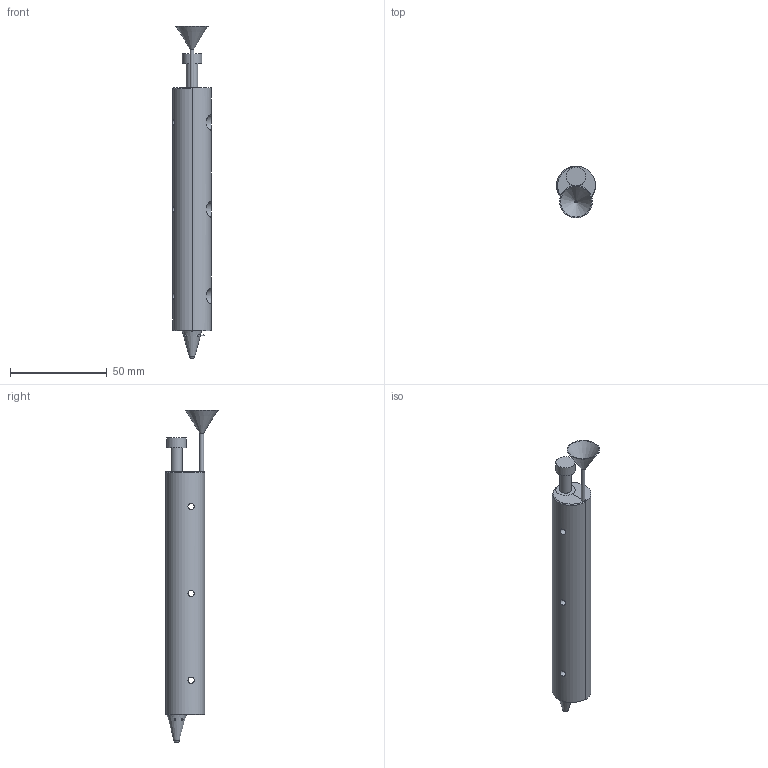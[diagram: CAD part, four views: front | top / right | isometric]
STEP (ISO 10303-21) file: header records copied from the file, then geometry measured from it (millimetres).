
FILE_DESCRIPTION(/* description */ (''),/* implementation_level */ '2;1');
FILE_NAME(/* name */ 'spender2.0.stp',/* time_stamp */ '2015-09-02T10:29:00+02:00',/* author */ ('boenisch'),/* organization */ (''),/* preprocessor_version */ 'ST-DEVELOPER v15.6',/* originating_system */ 'Autodesk Inventor 2015',/* authorisation */ '');
FILE_SCHEMA (('AUTOMOTIVE_DESIGN { 1 0 10303 214 3 1 1 }'));
Length unit declared in the file: millimetre
Products named in the file (1): spender
Bounding box: 20 x 26.95 x 172 mm (x, y, z)
Volume: 38904.5 mm3; surface area: 28321.8 mm2
Topology: 102 solids, 102 shells, 205 faces, 550 edges, 367 vertices
Faces by surface type: sphere 101, cylinder 47, plane 43, cone 6, torus 6, bspline 2
Full cylindrical faces by diameter (mm): 0.485 x1, 1 x2, 1.1 x4, 2 x6, 3.242 x3, 4.5 x4, 5.8 x1, 6 x1, 8 x3, 10 x2
Entity records: 6929 total; most frequent: CARTESIAN_POINT 4049, DIRECTION 683, ORIENTED_EDGE 392, AXIS2_PLACEMENT_3D 320, ADVANCED_FACE 204, EDGE_CURVE 196, EDGE_LOOP 193, VERTEX_POINT 151
